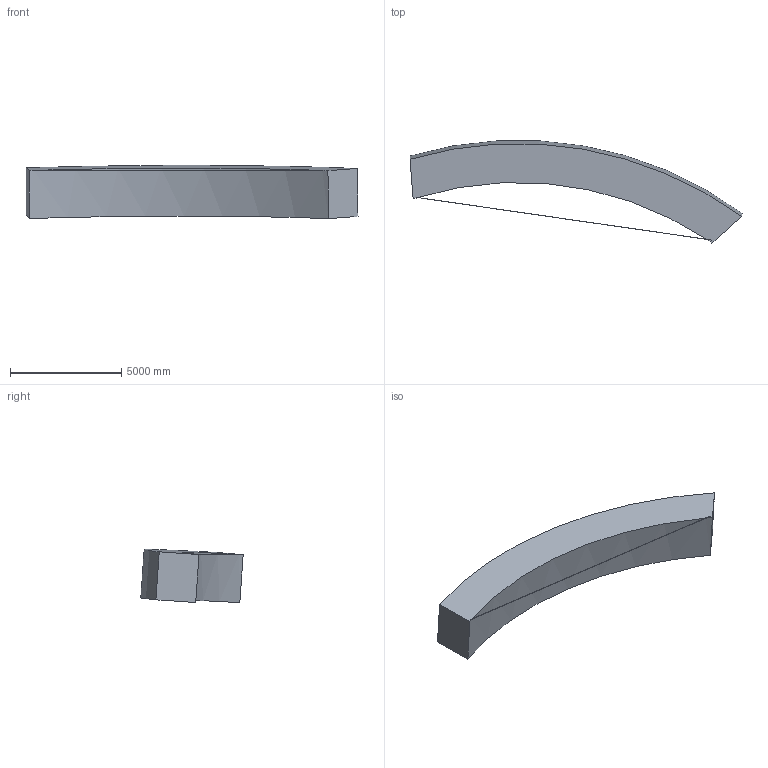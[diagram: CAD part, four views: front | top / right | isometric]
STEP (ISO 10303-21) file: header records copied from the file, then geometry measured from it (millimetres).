
FILE_DESCRIPTION(('CATIA V5 STEP Exchange'),'2;1');
FILE_NAME('skippa.stp','2018-12-08T01:59:13+00:00',('none'),('none'),'CATIA Version 5 Release 17 (IN-10)','CATIA V5 STEP AP203','none');
FILE_SCHEMA(('CONFIG_CONTROL_DESIGN'));
Length unit declared in the file: millimetre
Products named in the file (1): skippa
Bounding box: 14907.97 x 4594.39 x 2388.89 mm (x, y, z)
Volume: 56154802147.7 mm3; surface area: 124024809.9 mm2
Topology: 1 solids, 1 shells, 12 faces, 32 edges, 20 vertices
Faces by surface type: plane 10, cylinder 2
Entity records: 405 total; most frequent: CARTESIAN_POINT 64, ORIENTED_EDGE 64, DIRECTION 54, EDGE_CURVE 32, VECTOR 24, LINE 24, AXIS2_PLACEMENT_3D 20, VERTEX_POINT 20
